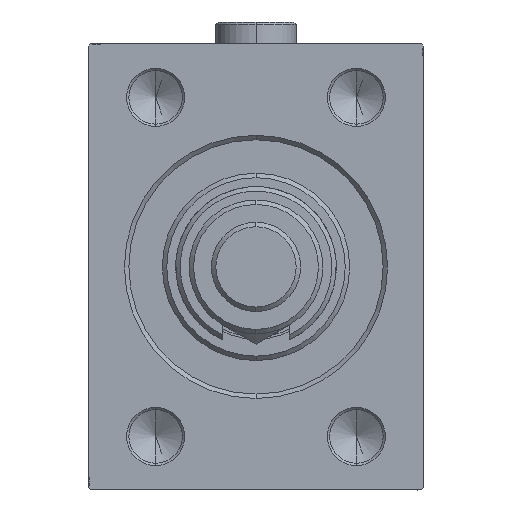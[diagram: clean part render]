
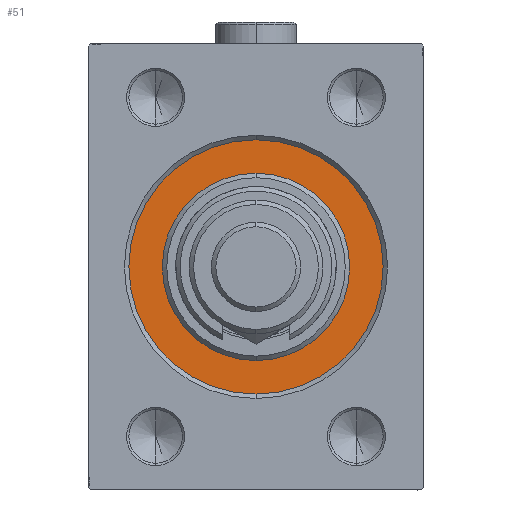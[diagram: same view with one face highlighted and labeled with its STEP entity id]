
A CAD part, left-side view. The second image highlights one B-rep face of the part: STEP entity #51.
In plain terms, the highlighted face is planar.
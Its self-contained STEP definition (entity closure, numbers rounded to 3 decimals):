
#51 = ADVANCED_FACE ( 'NONE', ( #46607, #9298 ), #19635, .F. ) ;
#1183 = CARTESIAN_POINT ( 'NONE',  ( 0., 0., 0. ) ) ;
#1783 = CARTESIAN_POINT ( 'NONE',  ( 0., 0., 0. ) ) ;
#1916 = DIRECTION ( 'NONE',  ( 1., 0., 0. ) ) ;
#6925 = EDGE_LOOP ( 'NONE', ( #35752, #46663 ) ) ;
#7195 = CARTESIAN_POINT ( 'NONE',  ( 0., 0., -21. ) ) ;
#9060 = DIRECTION ( 'NONE',  ( 0., 0., 1. ) ) ;
#9298 = FACE_OUTER_BOUND ( 'NONE', #6925, .T. ) ;
#9786 = CIRCLE ( 'NONE', #16856, 21. ) ;
#10368 = DIRECTION ( 'NONE',  ( 0., 0., 1. ) ) ;
#15491 = VERTEX_POINT ( 'NONE', #7195 ) ;
#15684 = AXIS2_PLACEMENT_3D ( 'NONE', #20134, #45641, #9060 ) ;
#15929 = DIRECTION ( 'NONE',  ( 0., 0., -1. ) ) ;
#16856 = AXIS2_PLACEMENT_3D ( 'NONE', #1783, #45720, #30511 ) ;
#17515 = VERTEX_POINT ( 'NONE', #35227 ) ;
#17520 = DIRECTION ( 'NONE',  ( -1., 0., 0. ) ) ;
#18289 = CIRCLE ( 'NONE', #24560, 28.5 ) ;
#19635 = PLANE ( 'NONE',  #15684 ) ;
#20134 = CARTESIAN_POINT ( 'NONE',  ( 0., 0., 0. ) ) ;
#24560 = AXIS2_PLACEMENT_3D ( 'NONE', #29504, #25826, #10368 ) ;
#25826 = DIRECTION ( 'NONE',  ( -1., 0., 0. ) ) ;
#27803 = EDGE_LOOP ( 'NONE', ( #40166, #46321 ) ) ;
#27930 = EDGE_CURVE ( 'NONE', #39365, #42358, #47959, .T. ) ;
#29504 = CARTESIAN_POINT ( 'NONE',  ( 0., 0., 0. ) ) ;
#30363 = CARTESIAN_POINT ( 'NONE',  ( 0., 0., -28.5 ) ) ;
#30511 = DIRECTION ( 'NONE',  ( 0., 0., -1. ) ) ;
#30719 = AXIS2_PLACEMENT_3D ( 'NONE', #39583, #17520, #47438 ) ;
#31557 = CIRCLE ( 'NONE', #32351, 21. ) ;
#32351 = AXIS2_PLACEMENT_3D ( 'NONE', #1183, #1916, #15929 ) ;
#32825 = EDGE_CURVE ( 'NONE', #15491, #17515, #31557, .T. ) ;
#33519 = EDGE_CURVE ( 'NONE', #42358, #39365, #18289, .T. ) ;
#35227 = CARTESIAN_POINT ( 'NONE',  ( 0., 0., 21. ) ) ;
#35752 = ORIENTED_EDGE ( 'NONE', *, *, #33519, .F. ) ;
#37942 = EDGE_CURVE ( 'NONE', #17515, #15491, #9786, .T. ) ;
#39365 = VERTEX_POINT ( 'NONE', #45353 ) ;
#39583 = CARTESIAN_POINT ( 'NONE',  ( 0., 0., 0. ) ) ;
#40166 = ORIENTED_EDGE ( 'NONE', *, *, #37942, .F. ) ;
#42358 = VERTEX_POINT ( 'NONE', #30363 ) ;
#45353 = CARTESIAN_POINT ( 'NONE',  ( 0., 0., 28.5 ) ) ;
#45641 = DIRECTION ( 'NONE',  ( -1., 0., 0. ) ) ;
#45720 = DIRECTION ( 'NONE',  ( 1., 0., 0. ) ) ;
#46321 = ORIENTED_EDGE ( 'NONE', *, *, #32825, .F. ) ;
#46607 = FACE_BOUND ( 'NONE', #27803, .T. ) ;
#46663 = ORIENTED_EDGE ( 'NONE', *, *, #27930, .F. ) ;
#47438 = DIRECTION ( 'NONE',  ( 0., 0., 1. ) ) ;
#47959 = CIRCLE ( 'NONE', #30719, 28.5 ) ;
